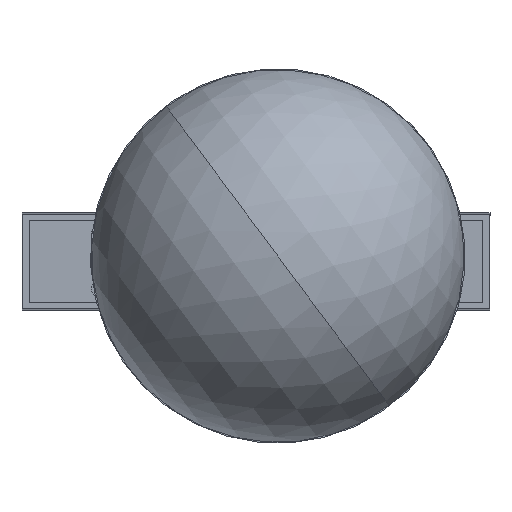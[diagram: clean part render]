
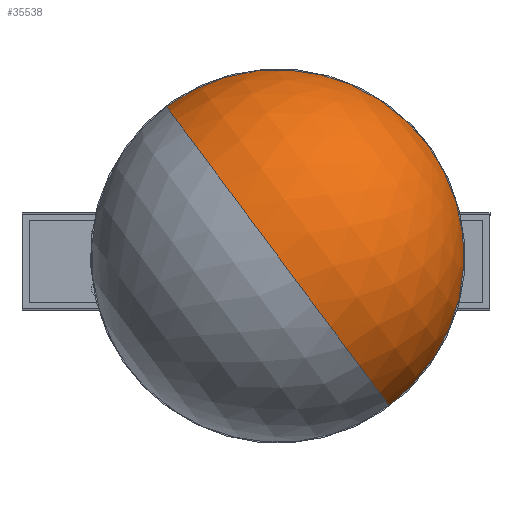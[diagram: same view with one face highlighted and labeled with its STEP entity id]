
A CAD part, front view. The second image highlights one B-rep face of the part: STEP entity #35538.
In plain terms, the highlighted spherical face has radius 50 mm.
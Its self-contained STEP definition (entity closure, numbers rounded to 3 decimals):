
#1510 = CARTESIAN_POINT ( 'NONE',  ( 0., 0., -50. ) ) ;
#3610 = ORIENTED_EDGE ( 'NONE', *, *, #31823, .F. ) ;
#6692 = DIRECTION ( 'NONE',  ( 0., 1., 0. ) ) ;
#9919 = CARTESIAN_POINT ( 'NONE',  ( 0., 0., 0. ) ) ;
#10504 = CARTESIAN_POINT ( 'NONE',  ( 0., 0., -5. ) ) ;
#11415 = VERTEX_POINT ( 'NONE', #13846 ) ;
#13846 = CARTESIAN_POINT ( 'NONE',  ( -49.749, 0., -5. ) ) ;
#14515 = EDGE_LOOP ( 'NONE', ( #32068, #53501, #3610 ) ) ;
#16001 = CIRCLE ( 'NONE', #24509, 50. ) ;
#22550 = CARTESIAN_POINT ( 'NONE',  ( 0., 0., 0. ) ) ;
#24103 = VERTEX_POINT ( 'NONE', #29905 ) ;
#24509 = AXIS2_PLACEMENT_3D ( 'NONE', #22550, #6692, #38932 ) ;
#25331 = CARTESIAN_POINT ( 'NONE',  ( 0., 0., 0. ) ) ;
#26150 = CIRCLE ( 'NONE', #52190, 50. ) ;
#27703 = EDGE_CURVE ( 'NONE', #56746, #24103, #26150, .T. ) ;
#27834 = AXIS2_PLACEMENT_3D ( 'NONE', #9919, #68149, #46745 ) ;
#29905 = CARTESIAN_POINT ( 'NONE',  ( 49.749, 0., -5. ) ) ;
#29986 = SPHERICAL_SURFACE ( 'NONE', #27834, 50. ) ;
#30634 = DIRECTION ( 'NONE',  ( 0., 0., -1. ) ) ;
#31823 = EDGE_CURVE ( 'NONE', #24103, #11415, #36543, .T. ) ;
#32068 = ORIENTED_EDGE ( 'NONE', *, *, #27703, .F. ) ;
#35538 = ADVANCED_FACE ( 'NONE', ( #66243 ), #29986, .T. ) ;
#36543 = CIRCLE ( 'NONE', #63799, 49.749 ) ;
#38932 = DIRECTION ( 'NONE',  ( -1., 0., 0. ) ) ;
#39571 = EDGE_CURVE ( 'NONE', #56746, #11415, #16001, .T. ) ;
#46745 = DIRECTION ( 'NONE',  ( 1., 0., 0. ) ) ;
#47318 = DIRECTION ( 'NONE',  ( 0., 0., 1. ) ) ;
#47770 = DIRECTION ( 'NONE',  ( 1., 0., 0. ) ) ;
#52190 = AXIS2_PLACEMENT_3D ( 'NONE', #25331, #56378, #30634 ) ;
#53501 = ORIENTED_EDGE ( 'NONE', *, *, #39571, .T. ) ;
#56378 = DIRECTION ( 'NONE',  ( 0., -1., 0. ) ) ;
#56746 = VERTEX_POINT ( 'NONE', #1510 ) ;
#63799 = AXIS2_PLACEMENT_3D ( 'NONE', #10504, #47318, #47770 ) ;
#66243 = FACE_OUTER_BOUND ( 'NONE', #14515, .T. ) ;
#68149 = DIRECTION ( 'NONE',  ( 0., 1., 0. ) ) ;
